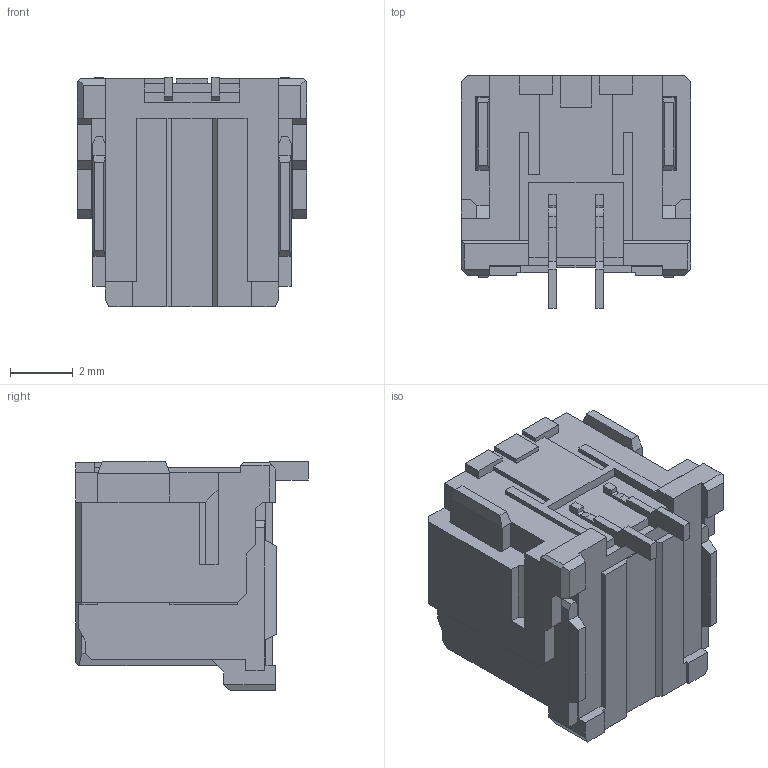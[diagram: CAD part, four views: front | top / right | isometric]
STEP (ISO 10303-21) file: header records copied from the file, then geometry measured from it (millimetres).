
FILE_DESCRIPTION((''),'2;1');
FILE_NAME('2132250210','2020-02-11T',('gga'),(''),'PRO/ENGINEER BY PARAMETRIC TECHNOLOGY CORPORATION, 2016010','PRO/ENGINEER BY PARAMETRIC TECHNOLOGY CORPORATION, 2016010','');
FILE_SCHEMA(('CONFIG_CONTROL_DESIGN'));
Length unit declared in the file: millimetre
Products named in the file (1): 2132250210
Bounding box: 7.3 x 7.4 x 7.3 mm (x, y, z)
Volume: 156.4 mm3; surface area: 482.8 mm2
Topology: 1 solids, 1 shells, 352 faces, 1026 edges, 672 vertices
Faces by surface type: plane 330, cylinder 22
Entity records: 11414 total; most frequent: CARTESIAN_POINT 2080, ORIENTED_EDGE 2020, DIRECTION 1756, EDGE_CURVE 1010, VECTOR 978, LINE 978, VERTEX_POINT 656, AXIS2_PLACEMENT_3D 389
